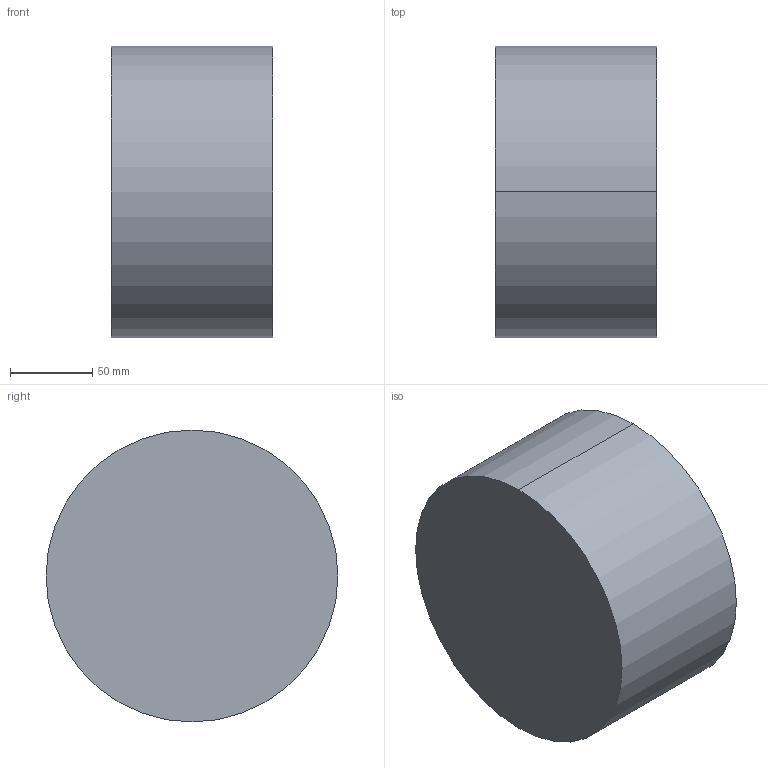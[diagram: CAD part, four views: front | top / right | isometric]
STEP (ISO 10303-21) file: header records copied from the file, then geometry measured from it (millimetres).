
FILE_DESCRIPTION (( 'STEP AP214' ), '1' );
FILE_NAME ('3CSA-7.STEP', '2020-10-22T23:56:36', ( '' ), ( '' ), 'SwSTEP 2.0', 'SolidWorks 2019', '' );
FILE_SCHEMA (( 'AUTOMOTIVE_DESIGN' ));
Length unit declared in the file: inch
Products named in the file (1): 3CSA-7
Bounding box: 98.42 x 177.8 x 177.8 mm (x, y, z)
Volume: 2443761.5 mm3; surface area: 104635.1 mm2
Topology: 1 solids, 1 shells, 36 faces, 259 edges, 257 vertices
Faces by surface type: plane 34, cylinder 2
Entity records: 3899 total; most frequent: CARTESIAN_POINT 1915, ORIENTED_EDGE 518, EDGE_CURVE 259, VERTEX_POINT 257, DIRECTION 240, LINE 158, VECTOR 158, B_SPLINE_CURVE_WITH_KNOTS 97
